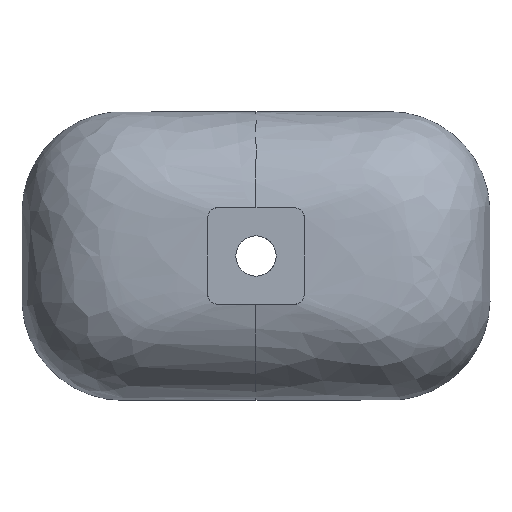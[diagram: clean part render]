
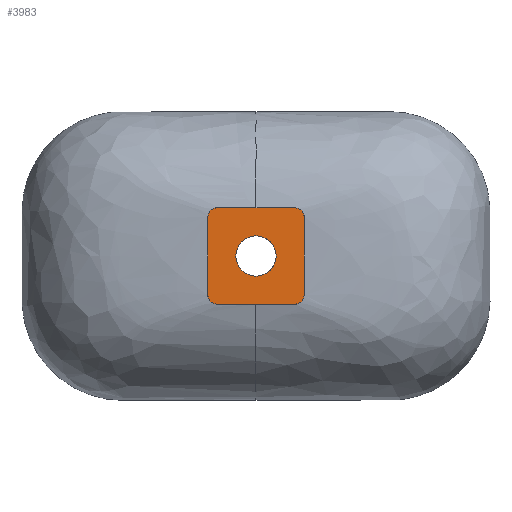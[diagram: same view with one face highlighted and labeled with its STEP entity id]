
A CAD part, front view. The second image highlights one B-rep face of the part: STEP entity #3983.
In plain terms, the highlighted planar face has unit normal (0, -1, 0).
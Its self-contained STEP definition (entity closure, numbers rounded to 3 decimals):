
#71 = CARTESIAN_POINT ( 'NONE',  ( 0., -135., 0. ) ) ;
#73 = EDGE_CURVE ( 'NONE', #4632, #2507, #5611, .T. ) ;
#74 = VERTEX_POINT ( 'NONE', #4558 ) ;
#190 = AXIS2_PLACEMENT_3D ( 'NONE', #3340, #8127, #4028 ) ;
#477 = VERTEX_POINT ( 'NONE', #2548 ) ;
#761 = DIRECTION ( 'NONE',  ( 1., 0., 0. ) ) ;
#854 = CIRCLE ( 'NONE', #3876, 10. ) ;
#891 = DIRECTION ( 'NONE',  ( -1., 0., 0. ) ) ;
#922 = CARTESIAN_POINT ( 'NONE',  ( -55., -135., -45. ) ) ;
#1128 = AXIS2_PLACEMENT_3D ( 'NONE', #2405, #7193, #3100 ) ;
#1167 = EDGE_CURVE ( 'NONE', #4435, #477, #2286, .T. ) ;
#1303 = ORIENTED_EDGE ( 'NONE', *, *, #4782, .T. ) ;
#1653 = ORIENTED_EDGE ( 'NONE', *, *, #5072, .T. ) ;
#1676 = VECTOR ( 'NONE', #4327, 1000. ) ;
#1738 = VERTEX_POINT ( 'NONE', #1981 ) ;
#1968 = EDGE_LOOP ( 'NONE', ( #5329, #3336, #2590, #1303, #2109, #1653, #4544, #4515 ) ) ;
#1981 = CARTESIAN_POINT ( 'NONE',  ( 45., -135., 55. ) ) ;
#2067 = CARTESIAN_POINT ( 'NONE',  ( 0., -135., 0. ) ) ;
#2109 = ORIENTED_EDGE ( 'NONE', *, *, #8791, .T. ) ;
#2125 = CARTESIAN_POINT ( 'NONE',  ( 0., -135., 23. ) ) ;
#2176 = DIRECTION ( 'NONE',  ( 0., -1., 0. ) ) ;
#2192 = CARTESIAN_POINT ( 'NONE',  ( 45., -135., -55. ) ) ;
#2243 = CIRCLE ( 'NONE', #1128, 10. ) ;
#2286 = LINE ( 'NONE', #5944, #3041 ) ;
#2405 = CARTESIAN_POINT ( 'NONE',  ( -45., -135., 45. ) ) ;
#2497 = AXIS2_PLACEMENT_3D ( 'NONE', #71, #4863, #761 ) ;
#2507 = VERTEX_POINT ( 'NONE', #2125 ) ;
#2548 = CARTESIAN_POINT ( 'NONE',  ( 55., -135., 45. ) ) ;
#2590 = ORIENTED_EDGE ( 'NONE', *, *, #7411, .T. ) ;
#2629 = VECTOR ( 'NONE', #891, 1000. ) ;
#2651 = PLANE ( 'NONE',  #190 ) ;
#2770 = CARTESIAN_POINT ( 'NONE',  ( 0., -135., -23. ) ) ;
#2941 = AXIS2_PLACEMENT_3D ( 'NONE', #7982, #3883, #8674 ) ;
#3041 = VECTOR ( 'NONE', #5999, 1000. ) ;
#3100 = DIRECTION ( 'NONE',  ( -1., 0., 0. ) ) ;
#3336 = ORIENTED_EDGE ( 'NONE', *, *, #1167, .T. ) ;
#3340 = CARTESIAN_POINT ( 'NONE',  ( 45., -135., -45. ) ) ;
#3445 = DIRECTION ( 'NONE',  ( 1., 0., 0. ) ) ;
#3550 = CARTESIAN_POINT ( 'NONE',  ( -45., -135., -45. ) ) ;
#3639 = CARTESIAN_POINT ( 'NONE',  ( 45., -135., -55. ) ) ;
#3876 = AXIS2_PLACEMENT_3D ( 'NONE', #3550, #8342, #4240 ) ;
#3880 = ORIENTED_EDGE ( 'NONE', *, *, #73, .F. ) ;
#3883 = DIRECTION ( 'NONE',  ( 0., -1., 0. ) ) ;
#3983 = ADVANCED_FACE ( 'NONE', ( #7628, #5510 ), #2651, .T. ) ;
#4028 = DIRECTION ( 'NONE',  ( 1., 0., 0. ) ) ;
#4240 = DIRECTION ( 'NONE',  ( -1., 0., 0. ) ) ;
#4320 = VERTEX_POINT ( 'NONE', #6756 ) ;
#4327 = DIRECTION ( 'NONE',  ( 0., 0., -1. ) ) ;
#4435 = VERTEX_POINT ( 'NONE', #6128 ) ;
#4515 = ORIENTED_EDGE ( 'NONE', *, *, #4952, .T. ) ;
#4544 = ORIENTED_EDGE ( 'NONE', *, *, #7466, .T. ) ;
#4558 = CARTESIAN_POINT ( 'NONE',  ( -45., -135., -55. ) ) ;
#4632 = VERTEX_POINT ( 'NONE', #2770 ) ;
#4782 = EDGE_CURVE ( 'NONE', #1738, #5728, #6986, .T. ) ;
#4863 = DIRECTION ( 'NONE',  ( 0., -1., 0. ) ) ;
#4952 = EDGE_CURVE ( 'NONE', #74, #8052, #6818, .T. ) ;
#4992 = VECTOR ( 'NONE', #8433, 1000. ) ;
#5072 = EDGE_CURVE ( 'NONE', #4320, #5077, #7885, .T. ) ;
#5077 = VERTEX_POINT ( 'NONE', #7046 ) ;
#5159 = DIRECTION ( 'NONE',  ( 0., -1., 0. ) ) ;
#5329 = ORIENTED_EDGE ( 'NONE', *, *, #5586, .T. ) ;
#5510 = FACE_BOUND ( 'NONE', #8489, .T. ) ;
#5586 = EDGE_CURVE ( 'NONE', #8052, #4435, #7558, .T. ) ;
#5611 = CIRCLE ( 'NONE', #7359, 23. ) ;
#5728 = VERTEX_POINT ( 'NONE', #6611 ) ;
#5892 = AXIS2_PLACEMENT_3D ( 'NONE', #6281, #2176, #6961 ) ;
#5944 = CARTESIAN_POINT ( 'NONE',  ( 55., -135., -45. ) ) ;
#5999 = DIRECTION ( 'NONE',  ( 0., 0., 1. ) ) ;
#6128 = CARTESIAN_POINT ( 'NONE',  ( 55., -135., -45. ) ) ;
#6281 = CARTESIAN_POINT ( 'NONE',  ( 45., -135., 45. ) ) ;
#6544 = CIRCLE ( 'NONE', #5892, 10. ) ;
#6611 = CARTESIAN_POINT ( 'NONE',  ( -45., -135., 55. ) ) ;
#6756 = CARTESIAN_POINT ( 'NONE',  ( -55., -135., 45. ) ) ;
#6818 = LINE ( 'NONE', #3639, #4992 ) ;
#6961 = DIRECTION ( 'NONE',  ( 1., 0., 0. ) ) ;
#6986 = LINE ( 'NONE', #8401, #2629 ) ;
#7046 = CARTESIAN_POINT ( 'NONE',  ( -55., -135., -45. ) ) ;
#7193 = DIRECTION ( 'NONE',  ( 0., -1., 0. ) ) ;
#7359 = AXIS2_PLACEMENT_3D ( 'NONE', #2067, #5159, #3445 ) ;
#7411 = EDGE_CURVE ( 'NONE', #477, #1738, #6544, .T. ) ;
#7466 = EDGE_CURVE ( 'NONE', #5077, #74, #854, .T. ) ;
#7491 = CIRCLE ( 'NONE', #2497, 23. ) ;
#7558 = CIRCLE ( 'NONE', #2941, 10. ) ;
#7628 = FACE_OUTER_BOUND ( 'NONE', #1968, .T. ) ;
#7749 = EDGE_CURVE ( 'NONE', #2507, #4632, #7491, .T. ) ;
#7885 = LINE ( 'NONE', #922, #1676 ) ;
#7982 = CARTESIAN_POINT ( 'NONE',  ( 45., -135., -45. ) ) ;
#8052 = VERTEX_POINT ( 'NONE', #2192 ) ;
#8103 = ORIENTED_EDGE ( 'NONE', *, *, #7749, .F. ) ;
#8127 = DIRECTION ( 'NONE',  ( 0., -1., 0. ) ) ;
#8342 = DIRECTION ( 'NONE',  ( 0., -1., 0. ) ) ;
#8401 = CARTESIAN_POINT ( 'NONE',  ( 45., -135., 55. ) ) ;
#8433 = DIRECTION ( 'NONE',  ( 1., 0., 0. ) ) ;
#8489 = EDGE_LOOP ( 'NONE', ( #3880, #8103 ) ) ;
#8674 = DIRECTION ( 'NONE',  ( 1., 0., 0. ) ) ;
#8791 = EDGE_CURVE ( 'NONE', #5728, #4320, #2243, .T. ) ;
